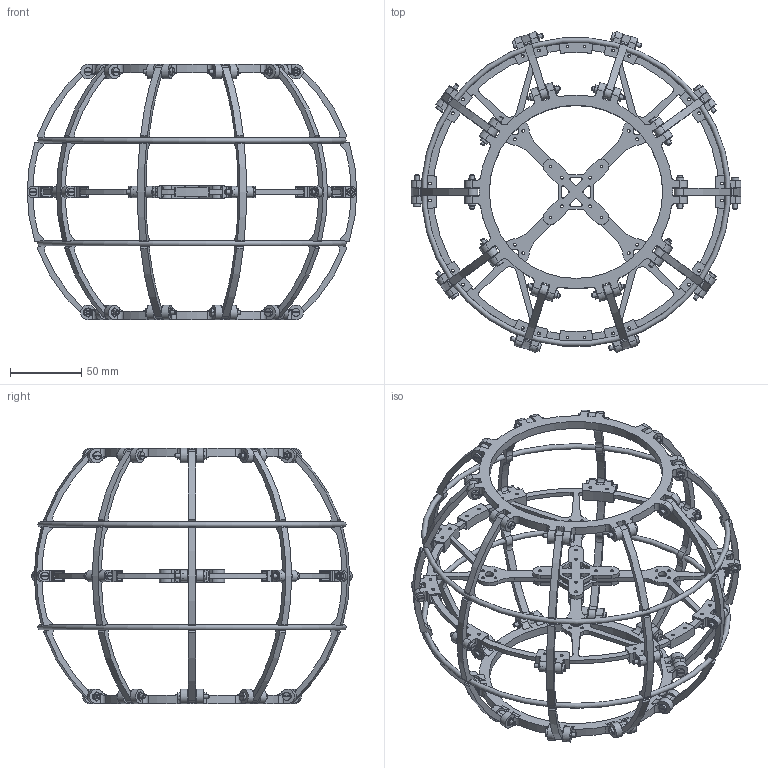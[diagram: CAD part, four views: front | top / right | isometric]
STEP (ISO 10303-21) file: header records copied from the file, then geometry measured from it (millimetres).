
FILE_DESCRIPTION(('FreeCAD Model'),'2;1');
FILE_NAME('Open CASCADE Shape Model','2025-04-26T18:27:12',('FreeCAD'),( 'FreeCAD'),'Open CASCADE STEP processor 7.6','FreeCAD','Unknown');
FILE_SCHEMA(('AUTOMOTIVE_DESIGN { 1 0 10303 214 1 1 1 1 }'));
Length unit declared in the file: millimetre
Products named in the file (1): Open CASCADE STEP translator 7.6 1
Bounding box: 232.32 x 225.89 x 180 mm (x, y, z)
Volume: 161983 mm3; surface area: 149751.5 mm2
Topology: 94 solids, 94 shells, 2404 faces, 6628 edges, 4528 vertices
Faces by surface type: plane 1142, cylinder 1110, cone 150, torus 2
Full cylindrical faces by diameter (mm): 2 x112, 2.459 x30, 3 x120, 5.5 x30, 6 x4, 122 x2
Entity records: 118706 total; most frequent: CARTESIAN_POINT 56601, DIRECTION 12904, ORIENTED_EDGE 12656, EDGE_CURVE 6328, AXIS2_PLACEMENT_3D 4963, VERTEX_POINT 4168, FACE_BOUND 2988, EDGE_LOOP 2988
